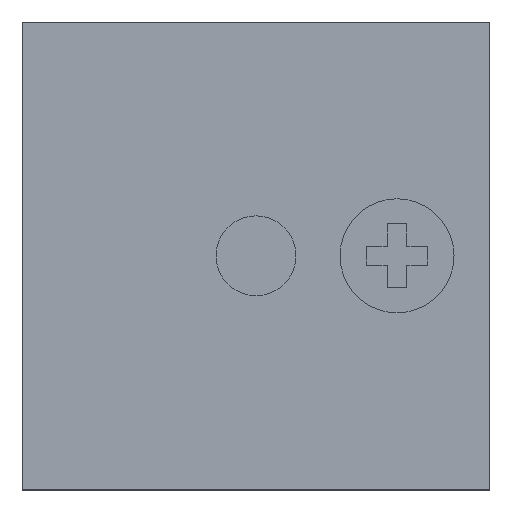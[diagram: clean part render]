
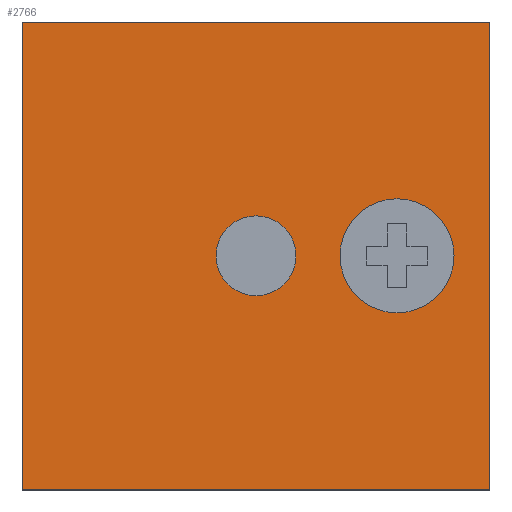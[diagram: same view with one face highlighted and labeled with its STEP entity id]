
A CAD part, top view. The second image highlights one B-rep face of the part: STEP entity #2766.
In plain terms, the highlighted planar face has unit normal (0, 0, 1).
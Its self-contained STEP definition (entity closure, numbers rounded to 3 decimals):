
#11 = LINE ( 'NONE', #930, #3371 ) ;
#57 = DIRECTION ( 'NONE',  ( 0., 1., 0. ) ) ;
#83 = AXIS2_PLACEMENT_3D ( 'NONE', #3771, #1179, #783 ) ;
#113 = DIRECTION ( 'NONE',  ( 0., 0., 1. ) ) ;
#211 = VECTOR ( 'NONE', #3251, 1000. ) ;
#213 = CARTESIAN_POINT ( 'NONE',  ( 0.719, 0., 3.61 ) ) ;
#421 = CARTESIAN_POINT ( 'NONE',  ( 1.694, 0., 3.61 ) ) ;
#516 = CARTESIAN_POINT ( 'NONE',  ( 1.207, 0., 3.61 ) ) ;
#617 = CIRCLE ( 'NONE', #2066, 0.488 ) ;
#628 = FACE_BOUND ( 'NONE', #2683, .T. ) ;
#729 = ORIENTED_EDGE ( 'NONE', *, *, #5518, .F. ) ;
#783 = DIRECTION ( 'NONE',  ( 1., 0., 0. ) ) ;
#790 = EDGE_LOOP ( 'NONE', ( #2548, #729, #2074, #2469 ) ) ;
#930 = CARTESIAN_POINT ( 'NONE',  ( -2., 0., 3.61 ) ) ;
#1179 = DIRECTION ( 'NONE',  ( 0., 0., 1. ) ) ;
#1234 = DIRECTION ( 'NONE',  ( 1., 0., 0. ) ) ;
#1251 = DIRECTION ( 'NONE',  ( 1., 0., 0. ) ) ;
#1316 = FACE_BOUND ( 'NONE', #4182, .T. ) ;
#1393 = VERTEX_POINT ( 'NONE', #2014 ) ;
#1528 = DIRECTION ( 'NONE',  ( -1., 0., 0. ) ) ;
#1663 = DIRECTION ( 'NONE',  ( 0., 0., 1. ) ) ;
#1770 = CARTESIAN_POINT ( 'NONE',  ( 2., 2., 3.61 ) ) ;
#1776 = VERTEX_POINT ( 'NONE', #1770 ) ;
#1911 = VERTEX_POINT ( 'NONE', #2363 ) ;
#2014 = CARTESIAN_POINT ( 'NONE',  ( -2., -2., 3.61 ) ) ;
#2017 = AXIS2_PLACEMENT_3D ( 'NONE', #3831, #1663, #1251 ) ;
#2066 = AXIS2_PLACEMENT_3D ( 'NONE', #3035, #3821, #1234 ) ;
#2074 = ORIENTED_EDGE ( 'NONE', *, *, #3573, .F. ) ;
#2109 = EDGE_CURVE ( 'NONE', #5340, #2204, #3624, .T. ) ;
#2117 = DIRECTION ( 'NONE',  ( -1., 0., 0. ) ) ;
#2204 = VERTEX_POINT ( 'NONE', #5181 ) ;
#2213 = EDGE_CURVE ( 'NONE', #3373, #2568, #617, .T. ) ;
#2269 = VECTOR ( 'NONE', #5600, 1000. ) ;
#2293 = CIRCLE ( 'NONE', #2635, 0.488 ) ;
#2358 = VERTEX_POINT ( 'NONE', #3965 ) ;
#2363 = CARTESIAN_POINT ( 'NONE',  ( 2., -2., 3.61 ) ) ;
#2396 = DIRECTION ( 'NONE',  ( 0., 0., -1. ) ) ;
#2439 = CIRCLE ( 'NONE', #2017, 0.342 ) ;
#2469 = ORIENTED_EDGE ( 'NONE', *, *, #5433, .F. ) ;
#2548 = ORIENTED_EDGE ( 'NONE', *, *, #5279, .F. ) ;
#2568 = VERTEX_POINT ( 'NONE', #421 ) ;
#2570 = VECTOR ( 'NONE', #2117, 1000. ) ;
#2635 = AXIS2_PLACEMENT_3D ( 'NONE', #516, #113, #3549 ) ;
#2683 = EDGE_LOOP ( 'NONE', ( #3922, #5570 ) ) ;
#2766 = ADVANCED_FACE ( 'NONE', ( #628, #4778, #1316 ), #4024, .F. ) ;
#2806 = ORIENTED_EDGE ( 'NONE', *, *, #4057, .F. ) ;
#2851 = CARTESIAN_POINT ( 'NONE',  ( 0., 2., 3.61 ) ) ;
#2993 = CARTESIAN_POINT ( 'NONE',  ( 0., -2., 3.61 ) ) ;
#3035 = CARTESIAN_POINT ( 'NONE',  ( 1.207, 0., 3.61 ) ) ;
#3251 = DIRECTION ( 'NONE',  ( 1., 0., 0. ) ) ;
#3371 = VECTOR ( 'NONE', #57, 1000. ) ;
#3373 = VERTEX_POINT ( 'NONE', #213 ) ;
#3437 = LINE ( 'NONE', #4696, #2269 ) ;
#3549 = DIRECTION ( 'NONE',  ( 1., 0., 0. ) ) ;
#3573 = EDGE_CURVE ( 'NONE', #1911, #1393, #4339, .T. ) ;
#3624 = CIRCLE ( 'NONE', #83, 0.342 ) ;
#3771 = CARTESIAN_POINT ( 'NONE',  ( 0., 0., 3.61 ) ) ;
#3821 = DIRECTION ( 'NONE',  ( 0., 0., 1. ) ) ;
#3831 = CARTESIAN_POINT ( 'NONE',  ( 0., 0., 3.61 ) ) ;
#3838 = EDGE_CURVE ( 'NONE', #2568, #3373, #2293, .T. ) ;
#3922 = ORIENTED_EDGE ( 'NONE', *, *, #3838, .F. ) ;
#3965 = CARTESIAN_POINT ( 'NONE',  ( -2., 2., 3.61 ) ) ;
#4024 = PLANE ( 'NONE',  #5524 ) ;
#4057 = EDGE_CURVE ( 'NONE', #2204, #5340, #2439, .T. ) ;
#4136 = CARTESIAN_POINT ( 'NONE',  ( 0., 0., 3.61 ) ) ;
#4182 = EDGE_LOOP ( 'NONE', ( #4326, #2806 ) ) ;
#4326 = ORIENTED_EDGE ( 'NONE', *, *, #2109, .F. ) ;
#4339 = LINE ( 'NONE', #2993, #2570 ) ;
#4696 = CARTESIAN_POINT ( 'NONE',  ( 2., 0., 3.61 ) ) ;
#4773 = CARTESIAN_POINT ( 'NONE',  ( 0.342, 0., 3.61 ) ) ;
#4778 = FACE_OUTER_BOUND ( 'NONE', #790, .T. ) ;
#4870 = LINE ( 'NONE', #2851, #211 ) ;
#5181 = CARTESIAN_POINT ( 'NONE',  ( -0.342, 0., 3.61 ) ) ;
#5279 = EDGE_CURVE ( 'NONE', #2358, #1776, #4870, .T. ) ;
#5340 = VERTEX_POINT ( 'NONE', #4773 ) ;
#5433 = EDGE_CURVE ( 'NONE', #1776, #1911, #3437, .T. ) ;
#5518 = EDGE_CURVE ( 'NONE', #1393, #2358, #11, .T. ) ;
#5524 = AXIS2_PLACEMENT_3D ( 'NONE', #4136, #2396, #1528 ) ;
#5570 = ORIENTED_EDGE ( 'NONE', *, *, #2213, .F. ) ;
#5600 = DIRECTION ( 'NONE',  ( 0., -1., 0. ) ) ;
